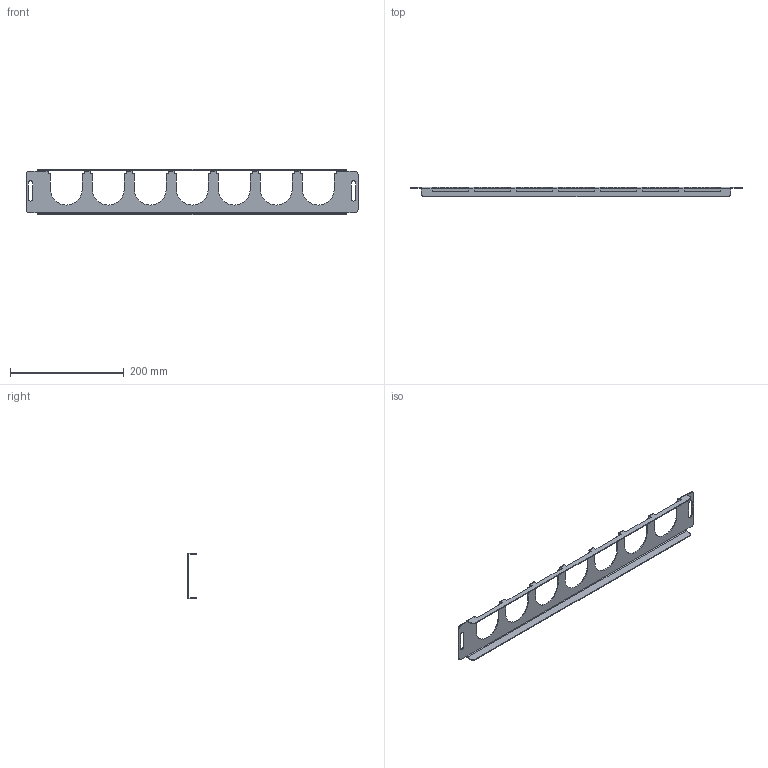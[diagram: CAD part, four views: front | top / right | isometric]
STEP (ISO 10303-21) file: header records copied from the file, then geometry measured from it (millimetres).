
FILE_DESCRIPTION (( 'STEP AP214' ), '1' );
FILE_NAME ('923.809.STEP', '2024-09-18T11:27:28', ( '' ), ( '' ), 'SwSTEP 2.0', 'SolidWorks 2021', '' );
FILE_SCHEMA (( 'AUTOMOTIVE_DESIGN' ));
Length unit declared in the file: millimetre
Products named in the file (1): 923.809
Bounding box: 585 x 17 x 80 mm (x, y, z)
Volume: 54870.2 mm3; surface area: 77967.8 mm2
Topology: 1 solids, 1 shells, 168 faces, 472 edges, 292 vertices
Faces by surface type: plane 101, cylinder 67
Entity records: 5416 total; most frequent: DIRECTION 944, ORIENTED_EDGE 944, CARTESIAN_POINT 933, EDGE_CURVE 472, VECTOR 338, LINE 338, AXIS2_PLACEMENT_3D 303, VERTEX_POINT 292
